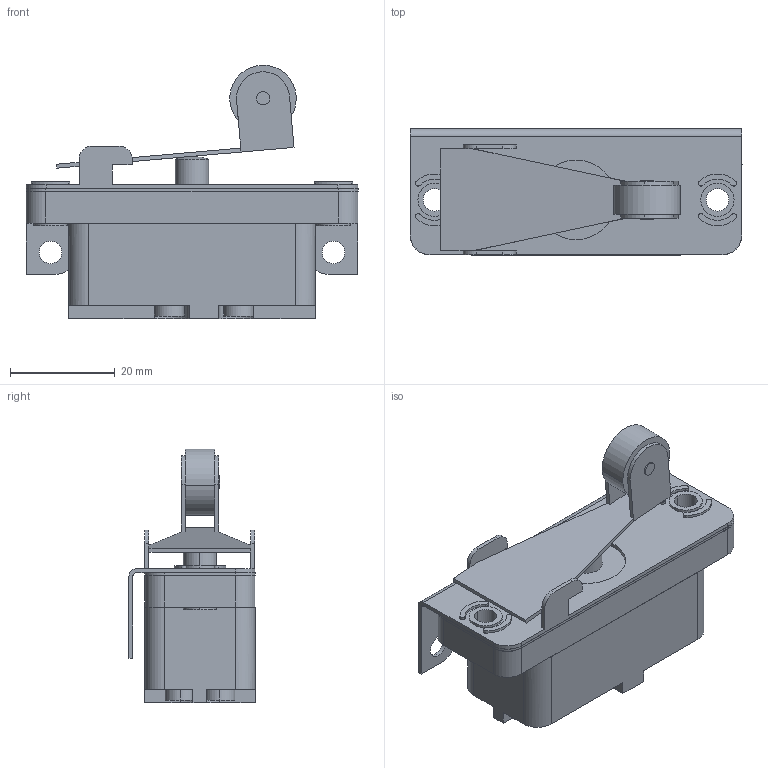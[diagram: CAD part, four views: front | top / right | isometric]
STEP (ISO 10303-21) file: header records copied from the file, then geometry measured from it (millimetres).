
FILE_DESCRIPTION(('STEP AP242'),'1');
FILE_NAME('9007ab21.stp','2020-07-16T09:23:29',('TraceParts'),('TraceParts S.A.'),'Spatial InterOp 3D',' ',' ');
FILE_SCHEMA(('AP242_MANAGED_MODEL_BASED_3D_ENGINEERING_MIM_LF {1 0 10303 442 1 1 4}'));
Length unit declared in the file: millimetre
Products named in the file (1): 9007ab21
Bounding box: 63.5 x 24.13 x 48.49 mm (x, y, z)
Volume: 27895.8 mm3; surface area: 10587.6 mm2
Topology: 1 solids, 1 shells, 166 faces, 442 edges, 288 vertices
Faces by surface type: plane 84, cylinder 80, sphere 2
Entity records: 6570 total; most frequent: DIRECTION 948, CARTESIAN_POINT 895, ORIENTED_EDGE 880, EDGE_CURVE 440, AXIS2_PLACEMENT_3D 341, VERTEX_POINT 288, LINE 266, VECTOR 266
